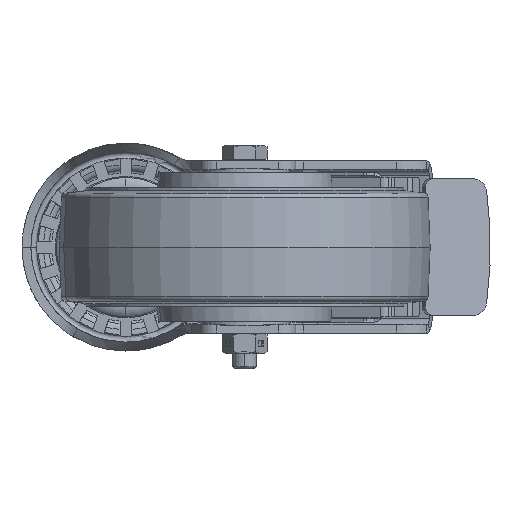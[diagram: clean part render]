
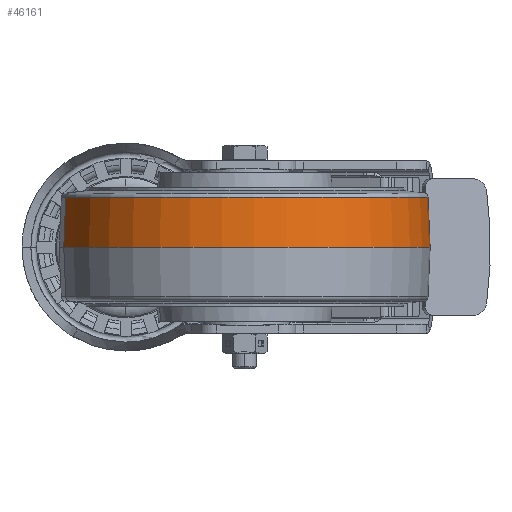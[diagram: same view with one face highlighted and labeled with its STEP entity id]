
A CAD part, front view. The second image highlights one B-rep face of the part: STEP entity #46161.
In plain terms, the highlighted conical face has half-angle 2.386 degrees and reference radius 62.5 mm.
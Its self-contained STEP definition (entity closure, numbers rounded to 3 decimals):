
#593 = VERTEX_POINT ( 'NONE', #6465 ) ;
#1097 = EDGE_CURVE ( 'NONE', #34001, #593, #34250, .T. ) ;
#2253 = CONICAL_SURFACE ( 'NONE', #22183, 62.5, 0.042 ) ;
#2539 = CARTESIAN_POINT ( 'NONE',  ( 40., -91., 0. ) ) ;
#4510 = CARTESIAN_POINT ( 'NONE',  ( -20.941, -104.873, 0. ) ) ;
#5371 = DIRECTION ( 'NONE',  ( 0.041, 0.009, -0.999 ) ) ;
#6465 = CARTESIAN_POINT ( 'NONE',  ( 100.941, -77.127, 0. ) ) ;
#9440 = AXIS2_PLACEMENT_3D ( 'NONE', #37382, #48368, #22379 ) ;
#12975 = ORIENTED_EDGE ( 'NONE', *, *, #1097, .T. ) ;
#13432 = CIRCLE ( 'NONE', #9440, 61.803 ) ;
#15763 = EDGE_LOOP ( 'NONE', ( #44432, #35799, #12975, #39200 ) ) ;
#18539 = VERTEX_POINT ( 'NONE', #27757 ) ;
#21123 = VERTEX_POINT ( 'NONE', #29980 ) ;
#22183 = AXIS2_PLACEMENT_3D ( 'NONE', #2539, #39140, #39377 ) ;
#22379 = DIRECTION ( 'NONE',  ( -0.975, -0.222, 0. ) ) ;
#24540 = LINE ( 'NONE', #28031, #43427 ) ;
#25055 = EDGE_CURVE ( 'NONE', #21123, #593, #24540, .T. ) ;
#26529 = EDGE_CURVE ( 'NONE', #21123, #18539, #13432, .T. ) ;
#27082 = LINE ( 'NONE', #30567, #39158 ) ;
#27757 = CARTESIAN_POINT ( 'NONE',  ( -20.261, -104.718, 16.727 ) ) ;
#28031 = CARTESIAN_POINT ( 'NONE',  ( 100.941, -77.127, 0. ) ) ;
#28854 = EDGE_CURVE ( 'NONE', #18539, #34001, #27082, .T. ) ;
#29980 = CARTESIAN_POINT ( 'NONE',  ( 100.261, -77.282, 16.727 ) ) ;
#30567 = CARTESIAN_POINT ( 'NONE',  ( -20.941, -104.873, 0. ) ) ;
#34001 = VERTEX_POINT ( 'NONE', #4510 ) ;
#34250 = CIRCLE ( 'NONE', #34270, 62.5 ) ;
#34270 = AXIS2_PLACEMENT_3D ( 'NONE', #42740, #46956, #46462 ) ;
#35346 = FACE_OUTER_BOUND ( 'NONE', #15763, .T. ) ;
#35799 = ORIENTED_EDGE ( 'NONE', *, *, #28854, .T. ) ;
#37382 = CARTESIAN_POINT ( 'NONE',  ( 40., -91., 16.727 ) ) ;
#39140 = DIRECTION ( 'NONE',  ( 0., 0., -1. ) ) ;
#39158 = VECTOR ( 'NONE', #41363, 1000. ) ;
#39200 = ORIENTED_EDGE ( 'NONE', *, *, #25055, .F. ) ;
#39377 = DIRECTION ( 'NONE',  ( 0.975, 0.222, 0. ) ) ;
#41363 = DIRECTION ( 'NONE',  ( -0.041, -0.009, -0.999 ) ) ;
#42740 = CARTESIAN_POINT ( 'NONE',  ( 40., -91., 0. ) ) ;
#43427 = VECTOR ( 'NONE', #5371, 1000. ) ;
#44432 = ORIENTED_EDGE ( 'NONE', *, *, #26529, .T. ) ;
#46161 = ADVANCED_FACE ( 'NONE', ( #35346 ), #2253, .T. ) ;
#46462 = DIRECTION ( 'NONE',  ( -0.975, -0.222, 0. ) ) ;
#46956 = DIRECTION ( 'NONE',  ( 0., 0., 1. ) ) ;
#48368 = DIRECTION ( 'NONE',  ( 0., 0., -1. ) ) ;
